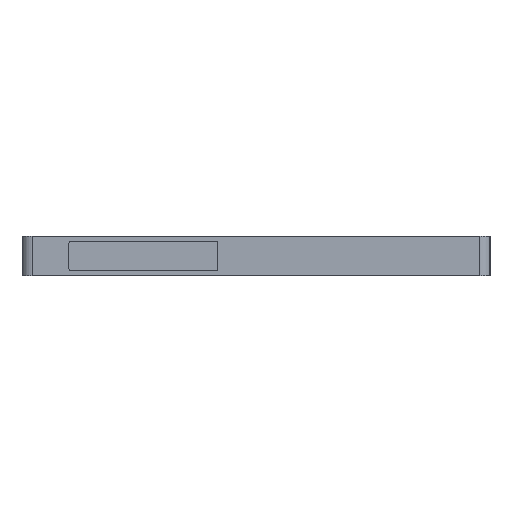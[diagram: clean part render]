
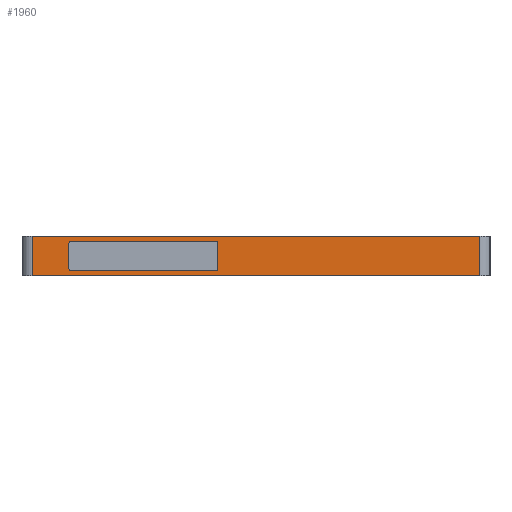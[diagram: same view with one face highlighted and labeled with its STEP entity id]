
A CAD part, left-side view. The second image highlights one B-rep face of the part: STEP entity #1960.
In plain terms, the highlighted planar face has unit normal (-1, 0, 0).
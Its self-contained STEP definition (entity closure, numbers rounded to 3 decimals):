
#48=DIRECTION('',(0.,-1.,0.));
#49=VECTOR('',#48,95.4);
#50=CARTESIAN_POINT('',(-260.,47.65,-4.2));
#51=LINE('',#50,#49);
#401=DIRECTION('',(0.,-1.,0.));
#402=VECTOR('',#401,95.4);
#403=CARTESIAN_POINT('',(-260.,47.65,4.2));
#404=LINE('',#403,#402);
#663=DIRECTION('',(0.,0.,-1.));
#664=VECTOR('',#663,8.4);
#665=CARTESIAN_POINT('',(-260.,47.65,4.2));
#666=LINE('',#665,#664);
#667=DIRECTION('',(0.,0.,-1.));
#668=VECTOR('',#667,8.4);
#669=CARTESIAN_POINT('',(-260.,-47.75,4.2));
#670=LINE('',#669,#668);
#671=DIRECTION('',(0.,0.,1.));
#672=VECTOR('',#671,5.35);
#673=CARTESIAN_POINT('',(-260.,8.1,-2.675));
#674=LINE('',#673,#672);
#675=CARTESIAN_POINT('',(-260.,8.6,2.675));
#676=DIRECTION('',(1.,0.,0.));
#677=DIRECTION('',(0.,0.,1.));
#678=AXIS2_PLACEMENT_3D('',#675,#676,#677);
#680=DIRECTION('',(0.,1.,0.));
#681=VECTOR('',#680,30.75);
#682=CARTESIAN_POINT('',(-260.,8.6,3.175));
#683=LINE('',#682,#681);
#684=CARTESIAN_POINT('',(-260.,39.35,2.675));
#685=DIRECTION('',(1.,0.,0.));
#686=DIRECTION('',(0.,1.,0.));
#687=AXIS2_PLACEMENT_3D('',#684,#685,#686);
#689=DIRECTION('',(0.,0.,-1.));
#690=VECTOR('',#689,5.35);
#691=CARTESIAN_POINT('',(-260.,39.85,2.675));
#692=LINE('',#691,#690);
#693=CARTESIAN_POINT('',(-260.,39.35,-2.675));
#694=DIRECTION('',(1.,0.,0.));
#695=DIRECTION('',(0.,0.,-1.));
#696=AXIS2_PLACEMENT_3D('',#693,#694,#695);
#698=DIRECTION('',(0.,-1.,0.));
#699=VECTOR('',#698,30.75);
#700=CARTESIAN_POINT('',(-260.,39.35,-3.175));
#701=LINE('',#700,#699);
#702=CARTESIAN_POINT('',(-260.,8.6,-2.675));
#703=DIRECTION('',(1.,0.,0.));
#704=DIRECTION('',(0.,-1.,0.));
#705=AXIS2_PLACEMENT_3D('',#702,#703,#704);
#775=CARTESIAN_POINT('',(-260.,47.65,-4.2));
#777=VERTEX_POINT('',#775);
#781=CARTESIAN_POINT('',(-260.,47.65,4.2));
#782=VERTEX_POINT('',#781);
#784=CARTESIAN_POINT('',(-260.,-47.75,-4.2));
#786=VERTEX_POINT('',#784);
#787=CARTESIAN_POINT('',(-260.,-47.75,4.2));
#788=VERTEX_POINT('',#787);
#911=CARTESIAN_POINT('',(-260.,8.1,-2.675));
#912=CARTESIAN_POINT('',(-260.,8.1,2.675));
#913=VERTEX_POINT('',#911);
#914=VERTEX_POINT('',#912);
#915=CARTESIAN_POINT('',(-260.,8.6,3.175));
#916=CARTESIAN_POINT('',(-260.,39.35,3.175));
#917=VERTEX_POINT('',#915);
#918=VERTEX_POINT('',#916);
#919=CARTESIAN_POINT('',(-260.,39.85,2.675));
#920=CARTESIAN_POINT('',(-260.,39.85,-2.675));
#921=VERTEX_POINT('',#919);
#922=VERTEX_POINT('',#920);
#923=CARTESIAN_POINT('',(-260.,39.35,-3.175));
#924=CARTESIAN_POINT('',(-260.,8.6,-3.175));
#925=VERTEX_POINT('',#923);
#926=VERTEX_POINT('',#924);
#1931=CARTESIAN_POINT('',(-260.,49.85,-4.2));
#1932=DIRECTION('',(-1.,0.,0.));
#1933=DIRECTION('',(0.,-1.,0.));
#1934=AXIS2_PLACEMENT_3D('',#1931,#1932,#1933);
#1935=PLANE('',#1934);
#1936=ORIENTED_EDGE('',*,*,#1091,.F.);
#1937=ORIENTED_EDGE('',*,*,#1257,.T.);
#1938=ORIENTED_EDGE('',*,*,#1924,.T.);
#1939=ORIENTED_EDGE('',*,*,#998,.F.);
#1940=EDGE_LOOP('',(#1936,#1937,#1938,#1939));
#1941=FACE_OUTER_BOUND('',#1940,.F.);
#1943=ORIENTED_EDGE('',*,*,#1942,.T.);
#1945=ORIENTED_EDGE('',*,*,#1944,.F.);
#1947=ORIENTED_EDGE('',*,*,#1946,.T.);
#1949=ORIENTED_EDGE('',*,*,#1948,.F.);
#1951=ORIENTED_EDGE('',*,*,#1950,.T.);
#1953=ORIENTED_EDGE('',*,*,#1952,.F.);
#1955=ORIENTED_EDGE('',*,*,#1954,.T.);
#1957=ORIENTED_EDGE('',*,*,#1956,.F.);
#1958=EDGE_LOOP('',(#1943,#1945,#1947,#1949,#1951,#1953,#1955,#1957));
#1959=FACE_BOUND('',#1958,.F.);
#679=CIRCLE('',#678,0.5);
#688=CIRCLE('',#687,0.5);
#697=CIRCLE('',#696,0.5);
#706=CIRCLE('',#705,0.5);
#998=EDGE_CURVE('',#777,#786,#51,.T.);
#1091=EDGE_CURVE('',#782,#777,#666,.T.);
#1257=EDGE_CURVE('',#782,#788,#404,.T.);
#1924=EDGE_CURVE('',#788,#786,#670,.T.);
#1942=EDGE_CURVE('',#913,#914,#674,.T.);
#1944=EDGE_CURVE('',#917,#914,#679,.T.);
#1946=EDGE_CURVE('',#917,#918,#683,.T.);
#1948=EDGE_CURVE('',#921,#918,#688,.T.);
#1950=EDGE_CURVE('',#921,#922,#692,.T.);
#1952=EDGE_CURVE('',#925,#922,#697,.T.);
#1954=EDGE_CURVE('',#925,#926,#701,.T.);
#1956=EDGE_CURVE('',#913,#926,#706,.T.);
#1960=ADVANCED_FACE('',(#1941,#1959),#1935,.T.);
